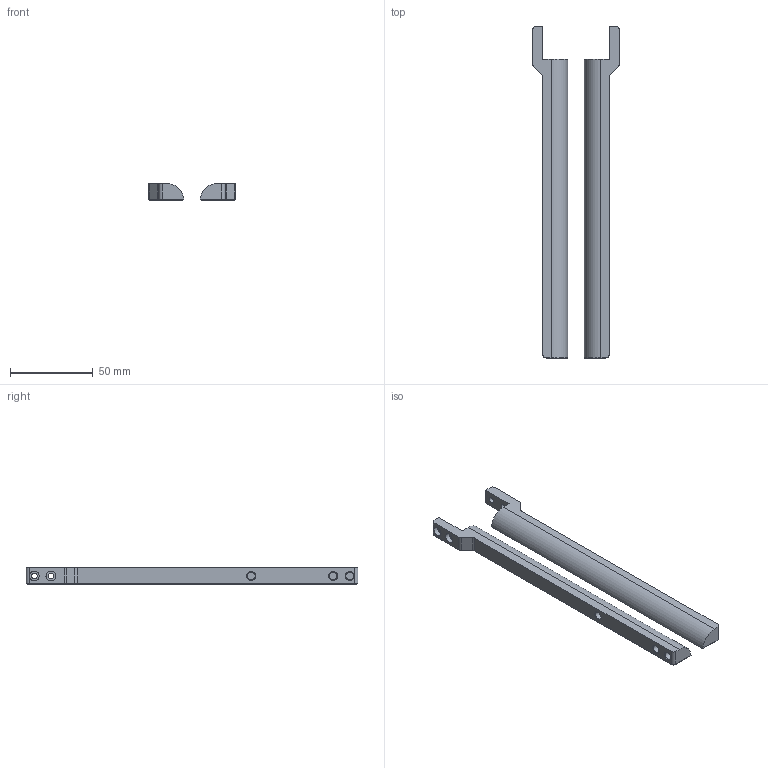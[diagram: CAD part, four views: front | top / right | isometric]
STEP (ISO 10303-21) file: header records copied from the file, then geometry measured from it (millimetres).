
FILE_DESCRIPTION(/* description */ (''),/* implementation_level */ '2;1');
FILE_NAME(/* name */ 'Ramp_Extension.step',/* time_stamp */ '2025-05-19T16:28:49+10:00',/* author */ (''),/* organization */ (''),/* preprocessor_version */ 'ST-DEVELOPER v20.1',/* originating_system */ 'Autodesk Translation Framework v14.4.0.0',/* authorisation */ '');
FILE_SCHEMA (('AUTOMOTIVE_DESIGN { 1 0 10303 214 3 1 1 }'));
Length unit declared in the file: millimetre
Products named in the file (1): Ramp Extension
Bounding box: 52 x 200 x 10 mm (x, y, z)
Volume: 48235.9 mm3; surface area: 19022.7 mm2
Topology: 2 solids, 2 shells, 82 faces, 180 edges, 110 vertices
Faces by surface type: plane 44, cylinder 24, cone 14
Full cylindrical faces by diameter (mm): 3.5 x4, 4.7 x6, 6 x4
Entity records: 2278 total; most frequent: DIRECTION 412, CARTESIAN_POINT 373, ORIENTED_EDGE 360, EDGE_CURVE 180, AXIS2_PLACEMENT_3D 149, LINE 114, VECTOR 114, VERTEX_POINT 110
